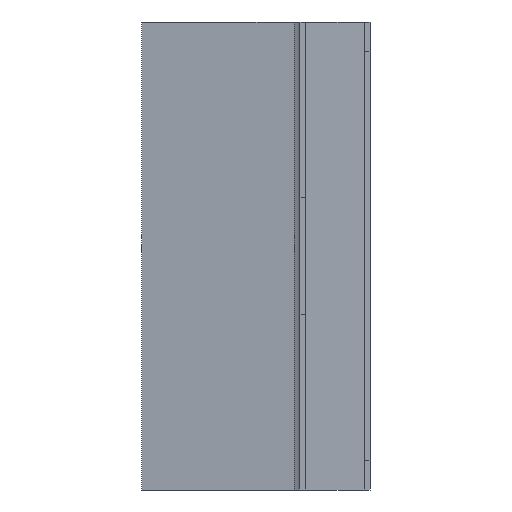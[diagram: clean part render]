
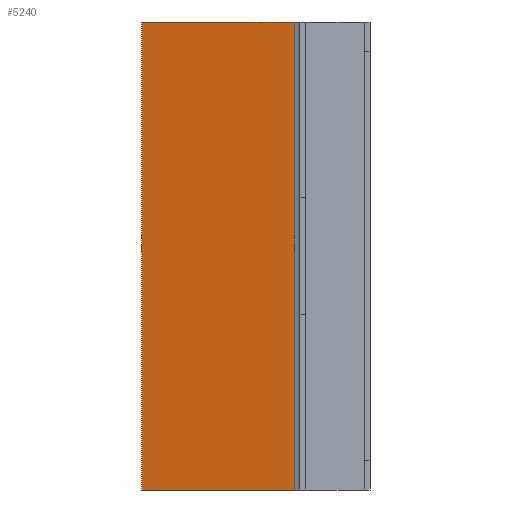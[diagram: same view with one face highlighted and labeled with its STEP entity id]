
A CAD part, left-side view. The second image highlights one B-rep face of the part: STEP entity #5240.
In plain terms, the highlighted planar face has unit normal (-0.996, 0.087, 0).
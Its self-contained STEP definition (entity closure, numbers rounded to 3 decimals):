
#151 = CARTESIAN_POINT ( 'NONE',  ( -0.498, 0.02, -0.4 ) ) ;
#541 = DIRECTION ( 'NONE',  ( 0.087, 0.996, 0. ) ) ;
#752 = VECTOR ( 'NONE', #1127, 1000. ) ;
#914 = EDGE_CURVE ( 'NONE', #3693, #1235, #3234, .T. ) ;
#1127 = DIRECTION ( 'NONE',  ( -0.087, -0.996, 0. ) ) ;
#1226 = ORIENTED_EDGE ( 'NONE', *, *, #3031, .T. ) ;
#1235 = VERTEX_POINT ( 'NONE', #4526 ) ;
#1621 = ORIENTED_EDGE ( 'NONE', *, *, #5057, .T. ) ;
#1687 = LINE ( 'NONE', #3380, #5150 ) ;
#1755 = DIRECTION ( 'NONE',  ( -0.087, -0.996, 0. ) ) ;
#2128 = ORIENTED_EDGE ( 'NONE', *, *, #3843, .F. ) ;
#2202 = CARTESIAN_POINT ( 'NONE',  ( -0.498, 0.02, -0.4 ) ) ;
#2505 = CARTESIAN_POINT ( 'NONE',  ( -0.476, 0.28, -0.4 ) ) ;
#2576 = CARTESIAN_POINT ( 'NONE',  ( -0.498, 0.02, -0.4 ) ) ;
#2781 = VECTOR ( 'NONE', #1755, 1000. ) ;
#3031 = EDGE_CURVE ( 'NONE', #5034, #3884, #4290, .T. ) ;
#3234 = LINE ( 'NONE', #4946, #752 ) ;
#3380 = CARTESIAN_POINT ( 'NONE',  ( -0.476, 0.28, 0. ) ) ;
#3693 = VERTEX_POINT ( 'NONE', #4343 ) ;
#3725 = FACE_OUTER_BOUND ( 'NONE', #4026, .T. ) ;
#3771 = CARTESIAN_POINT ( 'NONE',  ( -0.498, 0.02, 0. ) ) ;
#3843 = EDGE_CURVE ( 'NONE', #1235, #3884, #4659, .T. ) ;
#3884 = VERTEX_POINT ( 'NONE', #151 ) ;
#4026 = EDGE_LOOP ( 'NONE', ( #2128, #4537, #1621, #1226 ) ) ;
#4130 = DIRECTION ( 'NONE',  ( 0., 0., -1. ) ) ;
#4290 = LINE ( 'NONE', #2576, #2781 ) ;
#4343 = CARTESIAN_POINT ( 'NONE',  ( -0.476, 0.28, 0.4 ) ) ;
#4526 = CARTESIAN_POINT ( 'NONE',  ( -0.498, 0.02, 0.4 ) ) ;
#4537 = ORIENTED_EDGE ( 'NONE', *, *, #914, .F. ) ;
#4645 = DIRECTION ( 'NONE',  ( 0.996, -0.087, 0. ) ) ;
#4659 = LINE ( 'NONE', #3771, #5401 ) ;
#4903 = AXIS2_PLACEMENT_3D ( 'NONE', #2202, #4645, #541 ) ;
#4946 = CARTESIAN_POINT ( 'NONE',  ( -0.476, 0.28, 0.4 ) ) ;
#5034 = VERTEX_POINT ( 'NONE', #2505 ) ;
#5057 = EDGE_CURVE ( 'NONE', #3693, #5034, #1687, .T. ) ;
#5104 = DIRECTION ( 'NONE',  ( 0., 0., -1. ) ) ;
#5150 = VECTOR ( 'NONE', #5104, 1000. ) ;
#5240 = ADVANCED_FACE ( 'NONE', ( #3725 ), #5421, .F. ) ;
#5401 = VECTOR ( 'NONE', #4130, 1000. ) ;
#5421 = PLANE ( 'NONE',  #4903 ) ;
